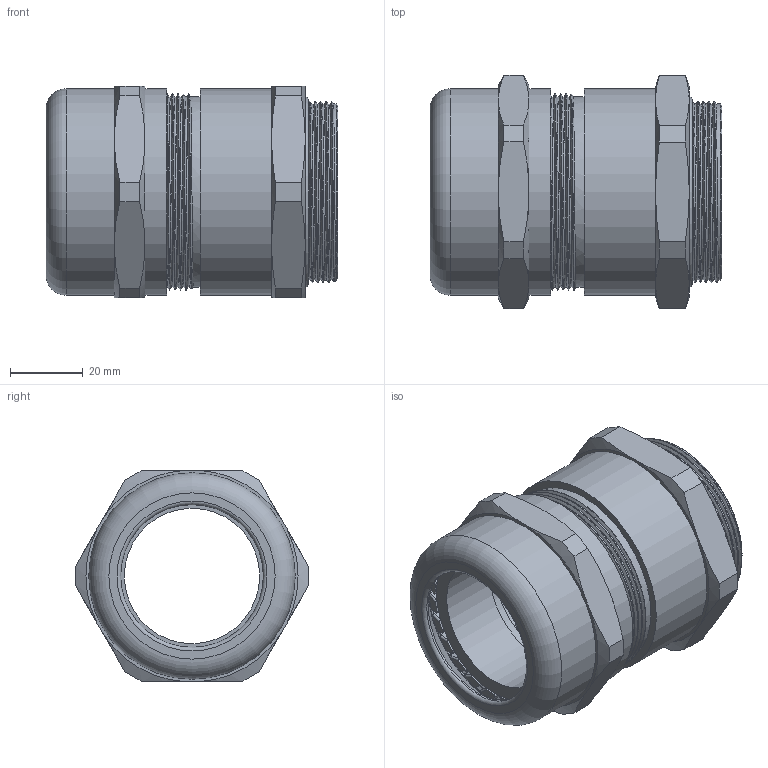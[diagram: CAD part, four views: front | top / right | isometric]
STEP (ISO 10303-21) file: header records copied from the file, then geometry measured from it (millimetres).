
FILE_DESCRIPTION(/* description */ ('Euro-Top EMV M 50'),/* implementation_level */ '2;1');
FILE_NAME(/* name */ '61086550LF-RST.stp',/* time_stamp */ '2020-10-15T08:52:04+02:00',/* author */ ('sl'),/* organization */ (''),/* preprocessor_version */ 'ST-DEVELOPER v16.5',/* originating_system */ 'Autodesk Inventor 2017',/* authorisation */ '');
FILE_SCHEMA (('AUTOMOTIVE_DESIGN { 1 0 10303 214 3 1 1 }'));
Length unit declared in the file: millimetre
Products named in the file (8): 61086550LF; 61086550; 61086550_1; 61086550_2; 61086550_3; 61086550_4; 61086550_5; 61086550_6
Assembly tree (7 placements, depth 2):
  61086550LF
    61086550
    61086550_1
    61086550_2
    61086550_3
    61086550_4
    61086550_5
    61086550_6
Bounding box: 79.99 x 63.9 x 58 mm (x, y, z)
Volume: 68564.4 mm3; surface area: 68778.5 mm2
Topology: 7 solids, 7 shells, 652 faces, 1809 edges, 1180 vertices
Faces by surface type: plane 284, cylinder 213, cone 78, torus 47, bspline 30
Full cylindrical faces by diameter (mm): 37.1 x1, 39.1 x1, 39.36 x1, 43.33 x1, 44.8 x1, 45 x1, 45.2 x1, 45.26 x1, 45.36 x1, 46.71 x1, 46.94 x1, 47.68 x1, 48.318 x5, 48.56 x1, 49 x1, 49.3 x1, 49.44 x1, 51.3 x1, 51.94 x2, 52.298 x7, 56.5 x1, 56.59 x2
Entity records: 28126 total; most frequent: CARTESIAN_POINT 12080, ORIENTED_EDGE 3444, DIRECTION 3196, EDGE_CURVE 1722, AXIS2_PLACEMENT_3D 1201, VERTEX_POINT 1144, LINE 794, VECTOR 794
